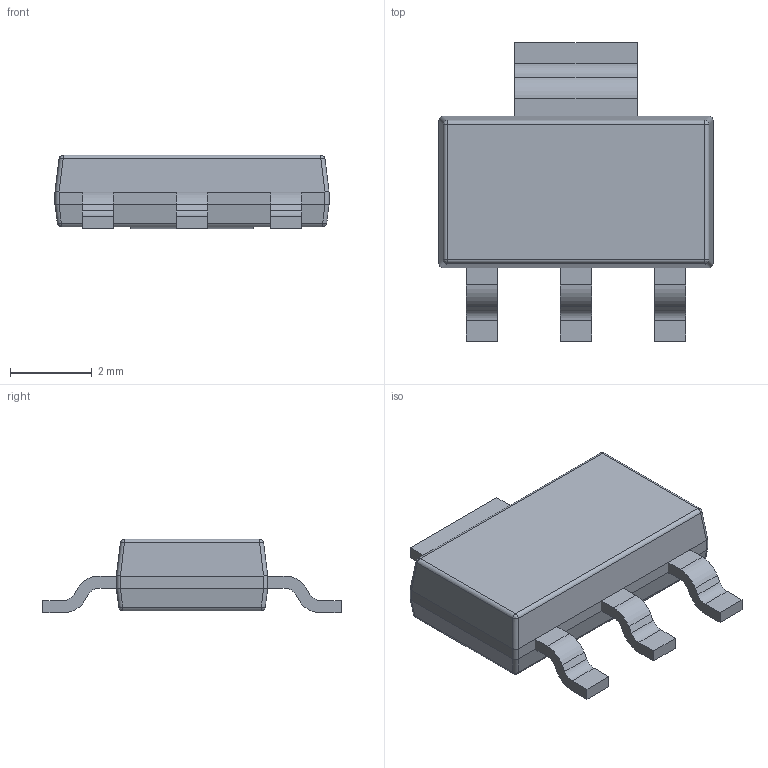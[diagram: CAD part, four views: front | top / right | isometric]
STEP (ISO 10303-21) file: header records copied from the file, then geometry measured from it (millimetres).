
FILE_DESCRIPTION(('STEP AP214'), '1');
FILE_NAME('TO-261AA', '2016-11-10T17:57:21', ('Nobody'), (''), 'ASCON STEP Converter 1.3', 'ASCON Math Kernel', '');
FILE_SCHEMA(('AUTOMOTIVE_DESIGN { 1 0 10303 214 3 1 1}'));
Length unit declared in the file: millimetre
Bounding box: 6.7 x 7.3 x 1.8 mm (x, y, z)
Volume: 45.5 mm3; surface area: 113.4 mm2
Topology: 5 solids, 5 shells, 98 faces, 248 edges, 156 vertices
Faces by surface type: plane 54, cylinder 36, bspline 8
Entity records: 3783 total; most frequent: CARTESIAN_POINT 635, DIRECTION 470, ORIENTED_EDGE 448, EDGE_CURVE 224, LINE 176, VECTOR 176, AXIS2_PLACEMENT_3D 147, VERTEX_POINT 136
